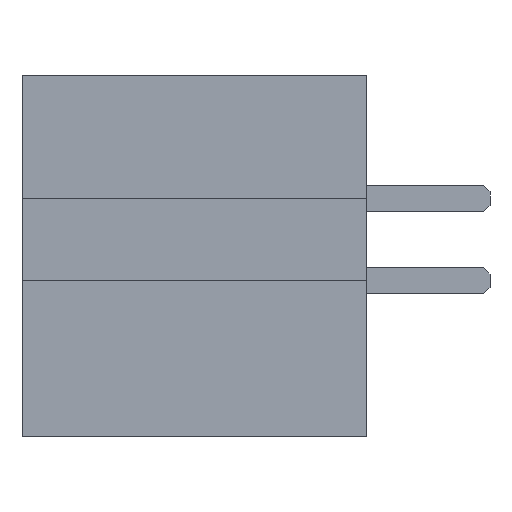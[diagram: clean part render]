
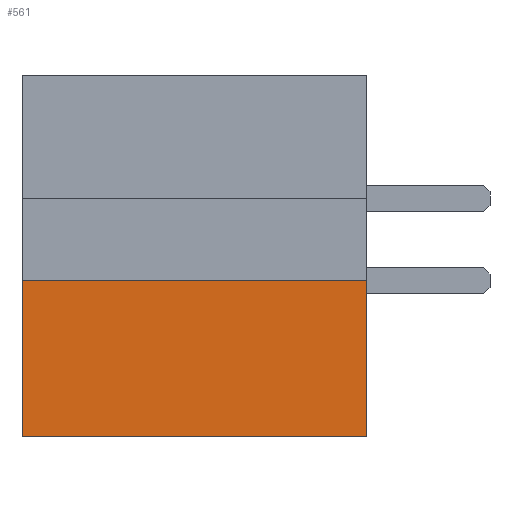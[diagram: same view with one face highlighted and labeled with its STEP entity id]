
A CAD part, left-side view. The second image highlights one B-rep face of the part: STEP entity #561.
In plain terms, the highlighted planar face has unit normal (-1, 0, 0).
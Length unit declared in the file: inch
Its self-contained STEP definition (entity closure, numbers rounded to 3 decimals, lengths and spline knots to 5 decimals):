
#561 = ADVANCED_FACE( '', ( #1122 ), #1123, .F. );
#1122 = FACE_OUTER_BOUND( '', #1700, .T. );
#1123 = PLANE( '', #1701 );
#1700 = EDGE_LOOP( '', ( #3289, #3290, #3291, #3292 ) );
#1701 = AXIS2_PLACEMENT_3D( '', #3293, #3294, #3295 );
#3289 = ORIENTED_EDGE( '', *, *, #3714, .F. );
#3290 = ORIENTED_EDGE( '', *, *, #4308, .T. );
#3291 = ORIENTED_EDGE( '', *, *, #4110, .T. );
#3292 = ORIENTED_EDGE( '', *, *, #4342, .T. );
#3293 = CARTESIAN_POINT( '', ( -0.275, 0.21, 0.1 ) );
#3294 = DIRECTION( '', ( 1., 0., 0. ) );
#3295 = DIRECTION( '', ( 0., 0., -1. ) );
#3714 = EDGE_CURVE( '', #4479, #4481, #4482, .T. );
#4110 = EDGE_CURVE( '', #5141, #5139, #5142, .T. );
#4308 = EDGE_CURVE( '', #4479, #5141, #5396, .T. );
#4342 = EDGE_CURVE( '', #5139, #4481, #5431, .T. );
#4479 = VERTEX_POINT( '', #5604 );
#4481 = VERTEX_POINT( '', #5607 );
#4482 = LINE( '', #5608, #5609 );
#5139 = VERTEX_POINT( '', #6590 );
#5141 = VERTEX_POINT( '', #6593 );
#5142 = LINE( '', #6594, #6595 );
#5396 = LINE( '', #6993, #6994 );
#5431 = LINE( '', #7048, #7049 );
#5604 = CARTESIAN_POINT( '', ( -0.275, 0., -0.025 ) );
#5607 = CARTESIAN_POINT( '', ( -0.275, 0., -0.12 ) );
#5608 = CARTESIAN_POINT( '', ( -0.275, 0., 0.1 ) );
#5609 = VECTOR( '', #7158, 39.37008 );
#6590 = CARTESIAN_POINT( '', ( -0.275, 0.21, -0.12 ) );
#6593 = CARTESIAN_POINT( '', ( -0.275, 0.21, -0.025 ) );
#6594 = CARTESIAN_POINT( '', ( -0.275, 0.21, 0.1 ) );
#6595 = VECTOR( '', #7484, 39.37008 );
#6993 = CARTESIAN_POINT( '', ( -0.275, 0.21, -0.025 ) );
#6994 = VECTOR( '', #7629, 39.37008 );
#7048 = CARTESIAN_POINT( '', ( -0.275, 0.21, -0.12 ) );
#7049 = VECTOR( '', #7649, 39.37008 );
#7158 = DIRECTION( '', ( 0., 0., -1. ) );
#7484 = DIRECTION( '', ( 0., 0., -1. ) );
#7629 = DIRECTION( '', ( 0., 1., 0. ) );
#7649 = DIRECTION( '', ( 0., -1., 0. ) );
